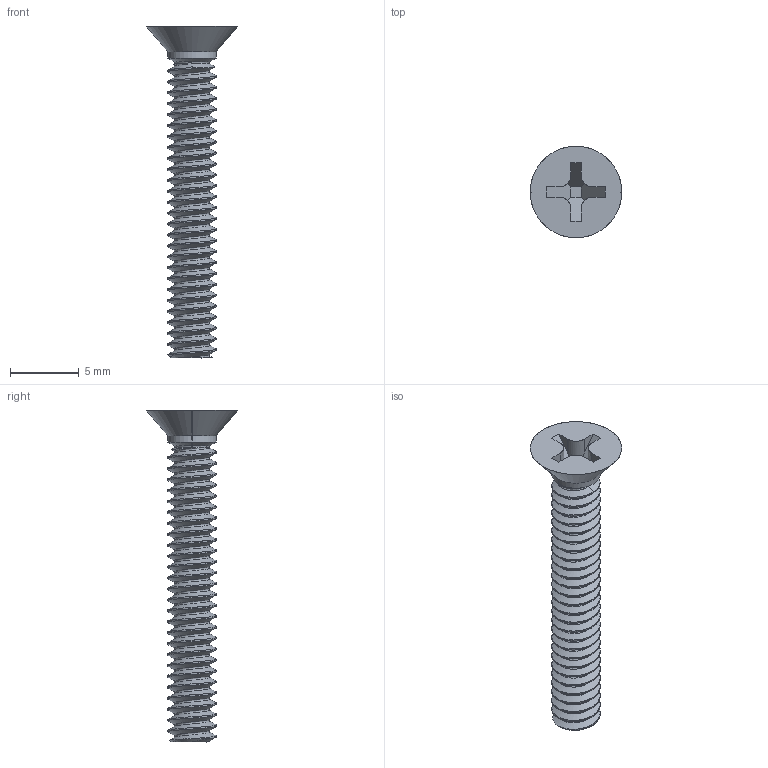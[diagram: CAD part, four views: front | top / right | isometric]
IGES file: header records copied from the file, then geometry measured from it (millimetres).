
Start section: SolidWorks IGES file using analytic representation for surfaces
Global section: file name: B000FN1XVC.3D.IGS; native system: SolidWorks 2012; preprocessor: SolidWorks 2012; author: AE-13; date: 130711.170309; units: inch
Bounding box: 6.65 x 6.65 x 24.1 mm (x, y, z)
Surface area: 452.9 mm2 (no closed solid volume)
Topology: 0 solids, 0 shells, 87 faces, 1426 edges, 1426 vertices
Faces by surface type: revolution 67, bspline 20
